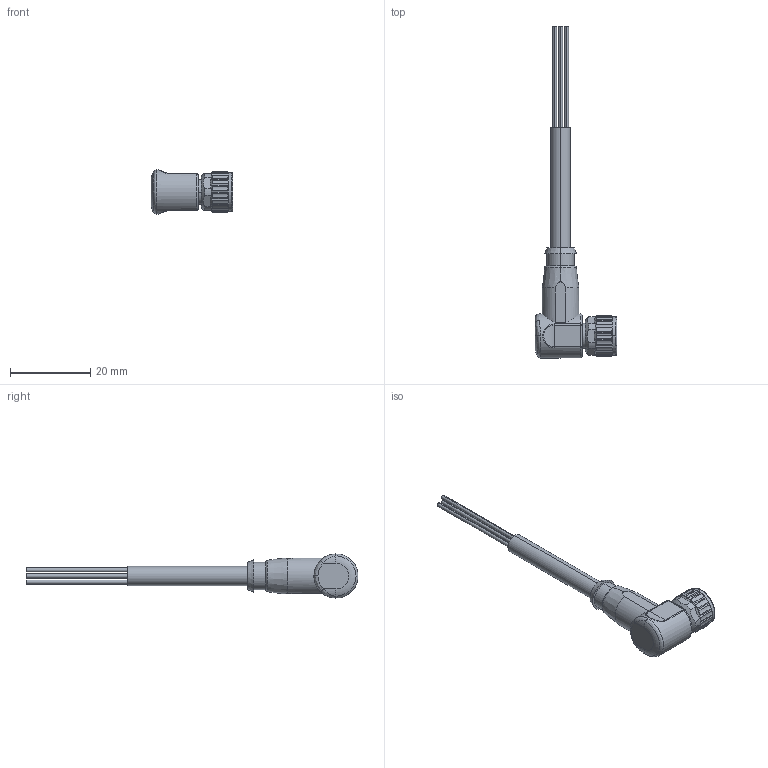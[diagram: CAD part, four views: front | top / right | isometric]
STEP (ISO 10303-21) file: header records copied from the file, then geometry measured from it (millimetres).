
FILE_DESCRIPTION (( 'STEP AP203' ), '1' );
FILE_NAME ('7000-08951-6950150.step', '2020-01-15T19:04:48', ( '' ), ( '' ), 'SwSTEP 2.0', 'SolidWorks 2019', '' );
FILE_SCHEMA (( 'CONFIG_CONTROL_DESIGN' ));
Length unit declared in the file: inch
Products named in the file (1): 7000-08951-6950150
Bounding box: 20.3 x 82.9 x 11 mm (x, y, z)
Volume: 3095.1 mm3; surface area: 2526.9 mm2
Topology: 1 solids, 1 shells, 341 faces, 864 edges, 554 vertices
Faces by surface type: cylinder 152, plane 135, bspline 31, cone 22, torus 1
Entity records: 11710 total; most frequent: CARTESIAN_POINT 3722, ORIENTED_EDGE 1720, DIRECTION 1580, EDGE_CURVE 860, AXIS2_PLACEMENT_3D 625, VERTEX_POINT 554, EDGE_LOOP 376, FACE_OUTER_BOUND 341
